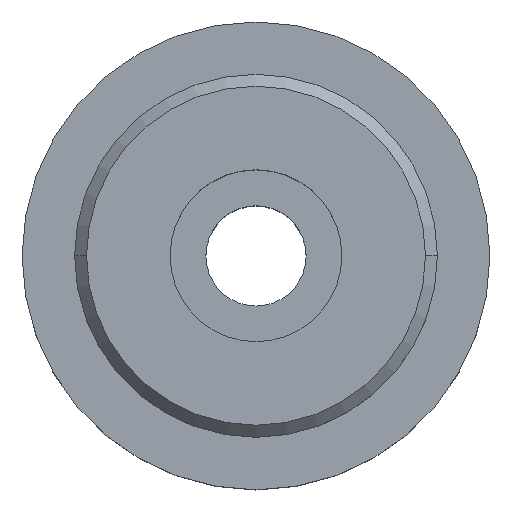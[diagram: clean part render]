
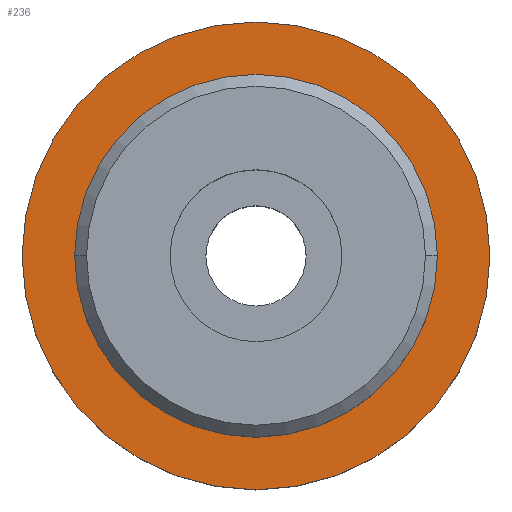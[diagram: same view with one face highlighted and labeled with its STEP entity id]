
A CAD part, top view. The second image highlights one B-rep face of the part: STEP entity #236.
In plain terms, the highlighted planar face has unit normal (0, 0, 1).
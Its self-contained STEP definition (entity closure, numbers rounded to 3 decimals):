
#110=EDGE_CURVE('',#196,#166,#275,.T.);
#114=EDGE_CURVE('',#124,#172,#280,.T.);
#124=VERTEX_POINT('',#294);
#156=EDGE_CURVE('',#172,#124,#328,.T.);
#166=VERTEX_POINT('',#339);
#172=VERTEX_POINT('',#345);
#196=VERTEX_POINT('',#373);
#220=EDGE_CURVE('',#166,#196,#399,.T.);
#236=ADVANCED_FACE('',(#417,#418),#419,.T.);
#275=CIRCLE('',#457,19.0);
#280=CIRCLE('',#463,24.5);
#294=CARTESIAN_POINT('',(24.5,0.,12.0));
#328=CIRCLE('',#520,24.5);
#339=CARTESIAN_POINT('',(-19.0,0.,12.0));
#345=CARTESIAN_POINT('',(-24.5,0.,12.0));
#373=CARTESIAN_POINT('',(19.0,0.,12.0));
#399=CIRCLE('',#610,19.0);
#417=FACE_BOUND('',#635,.T.);
#418=FACE_OUTER_BOUND('',#636,.T.);
#419=PLANE('',#637);
#457=AXIS2_PLACEMENT_3D('',#671,#672,#673);
#463=AXIS2_PLACEMENT_3D('',#682,#683,#684);
#520=AXIS2_PLACEMENT_3D('',#744,#745,#746);
#610=AXIS2_PLACEMENT_3D('',#823,#824,#825);
#635=EDGE_LOOP('',(#841,#842));
#636=EDGE_LOOP('',(#843,#844));
#637=AXIS2_PLACEMENT_3D('',#845,#846,#847);
#671=CARTESIAN_POINT('',(0.0,0.,12.0));
#672=DIRECTION('',(0.0,0.0,1.0));
#673=DIRECTION('',(-1.0,0.,0.0));
#682=CARTESIAN_POINT('',(0.0,0.,12.0));
#683=DIRECTION('',(0.0,0.0,1.0));
#684=DIRECTION('',(-1.0,0.,0.0));
#744=CARTESIAN_POINT('',(0.0,0.,12.0));
#745=DIRECTION('',(0.0,0.0,1.0));
#746=DIRECTION('',(-1.0,0.,0.0));
#823=CARTESIAN_POINT('',(0.0,0.,12.0));
#824=DIRECTION('',(0.0,0.0,1.0));
#825=DIRECTION('',(-1.0,0.,0.0));
#841=ORIENTED_EDGE('',*,*,#220,.F.);
#842=ORIENTED_EDGE('',*,*,#110,.F.);
#843=ORIENTED_EDGE('',*,*,#156,.T.);
#844=ORIENTED_EDGE('',*,*,#114,.T.);
#845=CARTESIAN_POINT('',(-21.75,0.,12.0));
#846=DIRECTION('',(0.0,0.0,1.0));
#847=DIRECTION('',(-1.0,0.,0.0));
